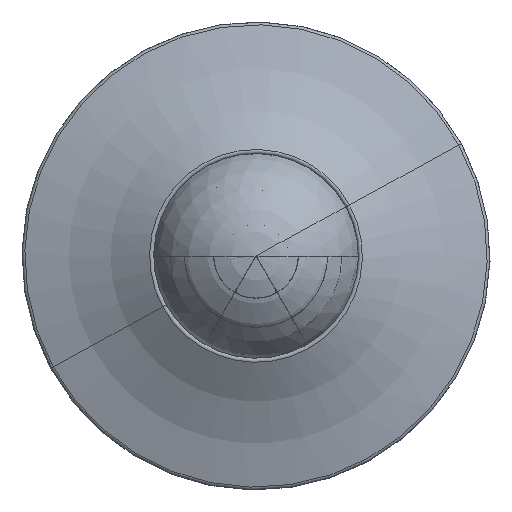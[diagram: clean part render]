
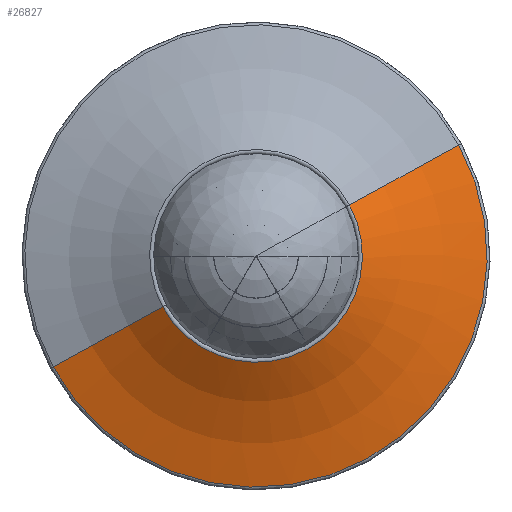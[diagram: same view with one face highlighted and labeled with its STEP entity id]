
A CAD part, top view. The second image highlights one B-rep face of the part: STEP entity #26827.
In plain terms, the highlighted toroidal (fillet/blend) face has major radius 68.8 mm and minor radius 78.25 mm.
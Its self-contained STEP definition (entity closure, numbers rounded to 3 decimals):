
#26784=AXIS2_PLACEMENT_3D('Circle Axis2P3D',#26782,#26783,$) ;
#26797=AXIS2_PLACEMENT_3D('Torus Axis2P3D',#26794,#26795,#26796) ;
#26801=AXIS2_PLACEMENT_3D('Circle Axis2P3D',#26799,#26800,$) ;
#26806=AXIS2_PLACEMENT_3D('Circle Axis2P3D',#26804,#26805,$) ;
#26818=AXIS2_PLACEMENT_3D('Circle Axis2P3D',#26816,#26817,$) ;
#24070=CARTESIAN_POINT('Vertex',(-21.529,-11.761,27.875)) ;
#24077=CARTESIAN_POINT('Vertex',(21.529,11.761,27.875)) ;
#26760=CARTESIAN_POINT('Vertex',(-46.782,-25.557,15.699)) ;
#26767=CARTESIAN_POINT('Vertex',(46.782,25.557,15.699)) ;
#26782=CARTESIAN_POINT('Axis2P3D Location',(0.,0.,15.699)) ;
#26794=CARTESIAN_POINT('Axis2P3D Location',(0.,0.,92.4)) ;
#26799=CARTESIAN_POINT('Axis2P3D Location',(-60.378,-32.984,92.4)) ;
#26804=CARTESIAN_POINT('Axis2P3D Location',(60.378,32.984,92.4)) ;
#26816=CARTESIAN_POINT('Axis2P3D Location',(0.,0.,27.875)) ;
#26783=DIRECTION('Axis2P3D Direction',(0.,0.,1.)) ;
#26795=DIRECTION('Axis2P3D Direction',(0.,0.,1.)) ;
#26796=DIRECTION('Axis2P3D XDirection',(-0.878,-0.479,0.)) ;
#26800=DIRECTION('Axis2P3D Direction',(-0.479,0.878,0.)) ;
#26805=DIRECTION('Axis2P3D Direction',(0.479,-0.878,0.)) ;
#26817=DIRECTION('Axis2P3D Direction',(0.,0.,1.)) ;
#26822=ORIENTED_EDGE('',*,*,#26808,.T.) ;
#26823=ORIENTED_EDGE('',*,*,#26820,.F.) ;
#26824=ORIENTED_EDGE('',*,*,#26803,.F.) ;
#26825=ORIENTED_EDGE('',*,*,#26786,.T.) ;
#26827=ADVANCED_FACE('AS00341700_C-SERIE_08_24_COVER-08.1\\PartBody',(#26826),#26798,.F.) ;
#26785=CIRCLE('generated circle',#26784,53.308) ;
#26802=CIRCLE('generated circle',#26801,78.25) ;
#26807=CIRCLE('generated circle',#26806,78.25) ;
#26819=CIRCLE('generated circle',#26818,24.532) ;
#26798=DEGENERATE_TOROIDAL_SURFACE('homeo Torus',#26797,68.8,78.25,.T.) ;
#26786=EDGE_CURVE('',#26761,#26768,#26785,.T.) ;
#26803=EDGE_CURVE('',#26761,#24071,#26802,.F.) ;
#26808=EDGE_CURVE('',#26768,#24078,#26807,.F.) ;
#26820=EDGE_CURVE('',#24071,#24078,#26819,.T.) ;
#26821=EDGE_LOOP('',(#26822,#26823,#26824,#26825)) ;
#26826=FACE_OUTER_BOUND('',#26821,.T.) ;
#24071=VERTEX_POINT('',#24070) ;
#24078=VERTEX_POINT('',#24077) ;
#26761=VERTEX_POINT('',#26760) ;
#26768=VERTEX_POINT('',#26767) ;
